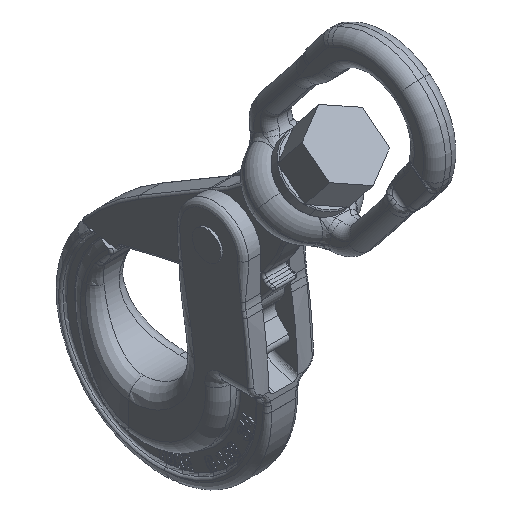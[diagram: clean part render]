
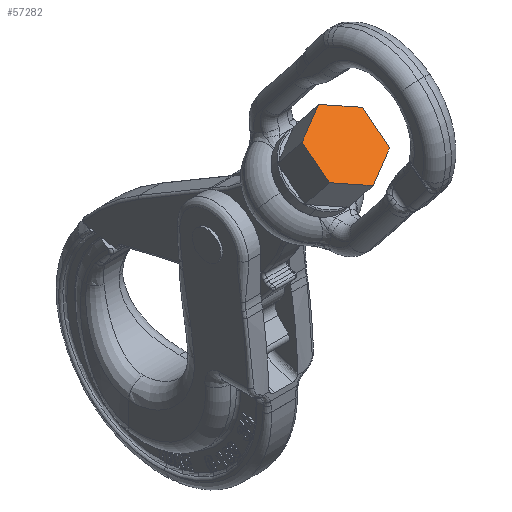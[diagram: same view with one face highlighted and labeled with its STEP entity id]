
A CAD part, isometric view. The second image highlights one B-rep face of the part: STEP entity #57282.
In plain terms, the highlighted planar face has unit normal (0, -0.62, 0.784).
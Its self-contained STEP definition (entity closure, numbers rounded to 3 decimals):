
#57122=CARTESIAN_POINT('Vertex',(27.496,-83.335,121.375)) ;
#57129=CARTESIAN_POINT('Vertex',(0.,-70.882,131.22)) ;
#57132=CARTESIAN_POINT('Line Origine',(13.748,-77.108,126.297)) ;
#57155=CARTESIAN_POINT('Vertex',(27.496,-108.242,101.684)) ;
#57158=CARTESIAN_POINT('Line Origine',(27.496,-95.788,111.529)) ;
#57181=CARTESIAN_POINT('Vertex',(0.,-120.695,91.839)) ;
#57184=CARTESIAN_POINT('Line Origine',(13.748,-114.468,96.761)) ;
#57207=CARTESIAN_POINT('Vertex',(-27.496,-108.242,101.684)) ;
#57210=CARTESIAN_POINT('Line Origine',(-13.748,-114.468,96.761)) ;
#57233=CARTESIAN_POINT('Vertex',(-27.496,-83.335,121.375)) ;
#57236=CARTESIAN_POINT('Line Origine',(-27.496,-95.788,111.529)) ;
#57255=CARTESIAN_POINT('Line Origine',(-13.748,-77.108,126.297)) ;
#57269=CARTESIAN_POINT('Axis2P3D Location',(0.,-95.788,111.529)) ;
#57133=DIRECTION('Vector Direction',(-0.866,0.392,0.31)) ;
#57159=DIRECTION('Vector Direction',(0.,0.784,0.62)) ;
#57185=DIRECTION('Vector Direction',(0.866,0.392,0.31)) ;
#57211=DIRECTION('Vector Direction',(0.866,-0.392,-0.31)) ;
#57237=DIRECTION('Vector Direction',(0.,-0.784,-0.62)) ;
#57256=DIRECTION('Vector Direction',(-0.866,-0.392,-0.31)) ;
#57270=DIRECTION('Axis2P3D Direction',(0.,0.62,-0.784)) ;
#57271=DIRECTION('Axis2P3D XDirection',(1.,0.,0.)) ;
#57272=AXIS2_PLACEMENT_3D('Plane Axis2P3D',#57269,#57270,#57271) ;
#57275=ORIENTED_EDGE('',*,*,#57162,.T.) ;
#57276=ORIENTED_EDGE('',*,*,#57136,.T.) ;
#57277=ORIENTED_EDGE('',*,*,#57259,.T.) ;
#57278=ORIENTED_EDGE('',*,*,#57240,.T.) ;
#57279=ORIENTED_EDGE('',*,*,#57214,.T.) ;
#57280=ORIENTED_EDGE('',*,*,#57188,.T.) ;
#57134=VECTOR('Line Direction',#57133,1.) ;
#57160=VECTOR('Line Direction',#57159,1.) ;
#57186=VECTOR('Line Direction',#57185,1.) ;
#57212=VECTOR('Line Direction',#57211,1.) ;
#57238=VECTOR('Line Direction',#57237,1.) ;
#57257=VECTOR('Line Direction',#57256,1.) ;
#57282=ADVANCED_FACE('\X2\672C9AD4\X0\.2',(#57281),#57273,.F.) ;
#57136=EDGE_CURVE('',#57123,#57130,#57135,.T.) ;
#57162=EDGE_CURVE('',#57156,#57123,#57161,.T.) ;
#57188=EDGE_CURVE('',#57182,#57156,#57187,.T.) ;
#57214=EDGE_CURVE('',#57208,#57182,#57213,.T.) ;
#57240=EDGE_CURVE('',#57234,#57208,#57239,.T.) ;
#57259=EDGE_CURVE('',#57130,#57234,#57258,.T.) ;
#57274=EDGE_LOOP('',(#57275,#57276,#57277,#57278,#57279,#57280)) ;
#57281=FACE_OUTER_BOUND('',#57274,.T.) ;
#57135=LINE('Line',#57132,#57134) ;
#57161=LINE('Line',#57158,#57160) ;
#57187=LINE('Line',#57184,#57186) ;
#57213=LINE('Line',#57210,#57212) ;
#57239=LINE('Line',#57236,#57238) ;
#57258=LINE('Line',#57255,#57257) ;
#57273=PLANE('',#57272) ;
#57123=VERTEX_POINT('',#57122) ;
#57130=VERTEX_POINT('',#57129) ;
#57156=VERTEX_POINT('',#57155) ;
#57182=VERTEX_POINT('',#57181) ;
#57208=VERTEX_POINT('',#57207) ;
#57234=VERTEX_POINT('',#57233) ;
